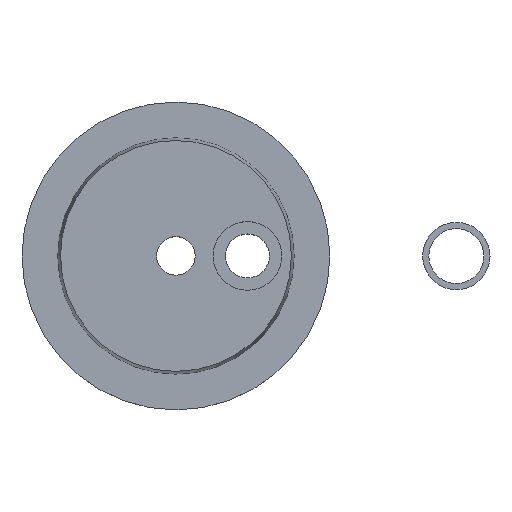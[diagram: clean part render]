
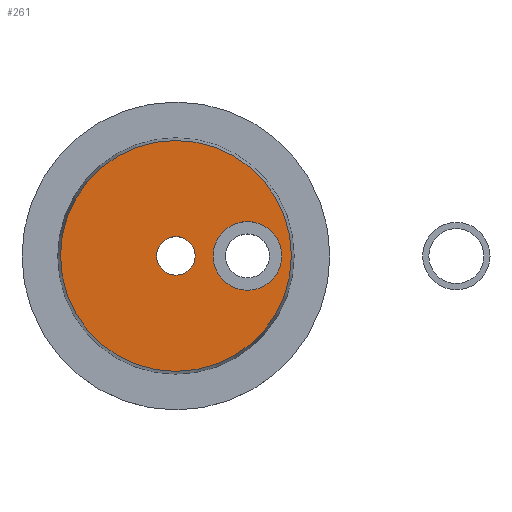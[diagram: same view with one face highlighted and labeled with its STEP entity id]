
A CAD part, top view. The second image highlights one B-rep face of the part: STEP entity #261.
In plain terms, the highlighted planar face has unit normal (0, 0, 1).
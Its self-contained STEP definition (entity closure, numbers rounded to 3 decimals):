
#17=FACE_BOUND('',#70,.T.);
#18=FACE_BOUND('',#71,.T.);
#28=PLANE('',#299);
#49=FACE_OUTER_BOUND('',#69,.T.);
#69=EDGE_LOOP('',(#202));
#70=EDGE_LOOP('',(#203));
#71=EDGE_LOOP('',(#204));
#120=CIRCLE('',#295,21.);
#123=CIRCLE('',#300,6.25);
#124=CIRCLE('',#301,3.5);
#141=VERTEX_POINT('',#432);
#144=VERTEX_POINT('',#442);
#145=VERTEX_POINT('',#444);
#162=EDGE_CURVE('',#141,#141,#120,.T.);
#167=EDGE_CURVE('',#144,#144,#123,.T.);
#168=EDGE_CURVE('',#145,#145,#124,.T.);
#202=ORIENTED_EDGE('',*,*,#162,.F.);
#203=ORIENTED_EDGE('',*,*,#167,.F.);
#204=ORIENTED_EDGE('',*,*,#168,.T.);
#261=ADVANCED_FACE('',(#49,#17,#18),#28,.T.);
#295=AXIS2_PLACEMENT_3D('',#433,#339,#340);
#299=AXIS2_PLACEMENT_3D('',#441,#349,#350);
#300=AXIS2_PLACEMENT_3D('',#443,#351,#352);
#301=AXIS2_PLACEMENT_3D('',#445,#353,#354);
#339=DIRECTION('center_axis',(0.,0.,-1.));
#340=DIRECTION('ref_axis',(-1.,0.,0.));
#349=DIRECTION('center_axis',(0.,0.,1.));
#350=DIRECTION('ref_axis',(1.,0.,0.));
#351=DIRECTION('center_axis',(0.,0.,1.));
#352=DIRECTION('ref_axis',(1.,0.,0.));
#353=DIRECTION('center_axis',(0.,0.,-1.));
#354=DIRECTION('ref_axis',(-1.,0.,0.));
#432=CARTESIAN_POINT('',(21.,0.,20.));
#433=CARTESIAN_POINT('Origin',(0.,0.,20.));
#441=CARTESIAN_POINT('Origin',(0.,0.,20.));
#442=CARTESIAN_POINT('',(6.75,0.,20.));
#443=CARTESIAN_POINT('Origin',(13.,0.,20.));
#444=CARTESIAN_POINT('',(3.5,0.,20.));
#445=CARTESIAN_POINT('Origin',(0.,0.,20.));
